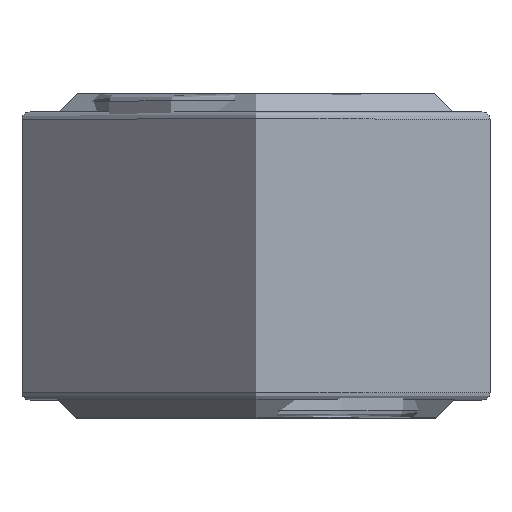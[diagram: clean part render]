
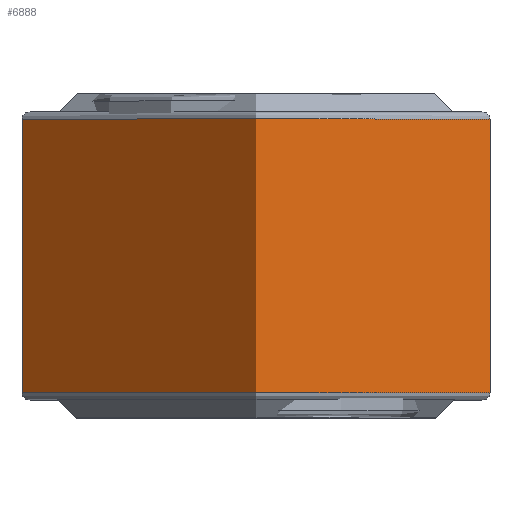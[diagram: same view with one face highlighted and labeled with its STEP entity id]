
A CAD part, top view. The second image highlights one B-rep face of the part: STEP entity #6888.
In plain terms, the highlighted cylindrical face has radius 32.5 mm (diameter 65 mm), a full revolution.
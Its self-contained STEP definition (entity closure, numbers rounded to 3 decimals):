
#629=CYLINDRICAL_SURFACE('',#7479,32.5);
#705=LINE('',#10218,#1023);
#1023=VECTOR('',#8316,32.5);
#1528=FACE_OUTER_BOUND('',#1962,.T.);
#1962=EDGE_LOOP('',(#4714,#4715,#4716,#4717));
#2546=CIRCLE('',#7477,32.5);
#2548=CIRCLE('',#7480,32.5);
#2968=VERTEX_POINT('',#10212);
#2969=VERTEX_POINT('',#10216);
#3687=EDGE_CURVE('',#2968,#2968,#2546,.T.);
#3689=EDGE_CURVE('',#2969,#2969,#2548,.T.);
#3690=EDGE_CURVE('',#2969,#2968,#705,.T.);
#4714=ORIENTED_EDGE('',*,*,#3689,.F.);
#4715=ORIENTED_EDGE('',*,*,#3690,.T.);
#4716=ORIENTED_EDGE('',*,*,#3687,.T.);
#4717=ORIENTED_EDGE('',*,*,#3690,.F.);
#6888=ADVANCED_FACE('',(#1528),#629,.T.);
#7477=AXIS2_PLACEMENT_3D('',#10213,#8308,#8309);
#7479=AXIS2_PLACEMENT_3D('',#10215,#8312,#8313);
#7480=AXIS2_PLACEMENT_3D('',#10217,#8314,#8315);
#8308=DIRECTION('center_axis',(0.,1.,0.));
#8309=DIRECTION('ref_axis',(1.,0.,0.));
#8312=DIRECTION('center_axis',(0.,1.,0.));
#8313=DIRECTION('ref_axis',(0.,0.,1.));
#8314=DIRECTION('center_axis',(0.,1.,0.));
#8315=DIRECTION('ref_axis',(1.,0.,0.));
#8316=DIRECTION('',(0.,-1.,0.));
#10212=CARTESIAN_POINT('',(0.,-19.,-32.5));
#10213=CARTESIAN_POINT('Origin',(0.,-19.,0.));
#10215=CARTESIAN_POINT('Origin',(0.,0.,0.));
#10216=CARTESIAN_POINT('',(0.,19.,-32.5));
#10217=CARTESIAN_POINT('Origin',(0.,19.,0.));
#10218=CARTESIAN_POINT('',(0.,0.,-32.5));
